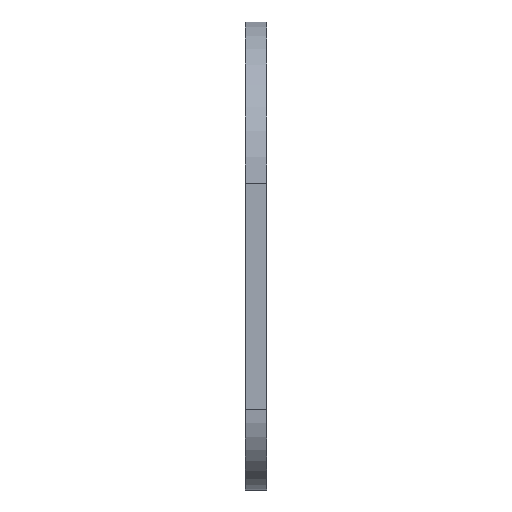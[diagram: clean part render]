
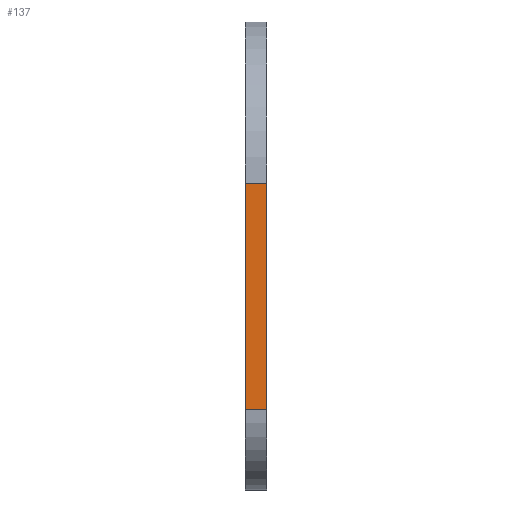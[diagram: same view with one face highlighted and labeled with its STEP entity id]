
A CAD part, left-side view. The second image highlights one B-rep face of the part: STEP entity #137.
In plain terms, the highlighted planar face has unit normal (-1, 0, 0).
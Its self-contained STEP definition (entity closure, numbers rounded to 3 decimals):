
#7 = EDGE_CURVE ( 'NONE', #263, #122, #1052, .T. ) ;
#9 = CARTESIAN_POINT ( 'NONE',  ( -47.612, 4., 10.083 ) ) ;
#68 = PLANE ( 'NONE',  #700 ) ;
#122 = VERTEX_POINT ( 'NONE', #444 ) ;
#137 = ADVANCED_FACE ( 'NONE', ( #539 ), #68, .F. ) ;
#145 = LINE ( 'NONE', #1473, #1416 ) ;
#179 = CARTESIAN_POINT ( 'NONE',  ( -47.612, 0., -31.965 ) ) ;
#184 = DIRECTION ( 'NONE',  ( 1., 0., 0. ) ) ;
#189 = CARTESIAN_POINT ( 'NONE',  ( -47.612, 4., -31.965 ) ) ;
#260 = ORIENTED_EDGE ( 'NONE', *, *, #340, .F. ) ;
#263 = VERTEX_POINT ( 'NONE', #1279 ) ;
#320 = ORIENTED_EDGE ( 'NONE', *, *, #752, .T. ) ;
#340 = EDGE_CURVE ( 'NONE', #122, #1444, #992, .T. ) ;
#360 = VECTOR ( 'NONE', #1106, 1000. ) ;
#444 = CARTESIAN_POINT ( 'NONE',  ( -47.612, 4., 10.083 ) ) ;
#467 = VECTOR ( 'NONE', #1546, 1000. ) ;
#519 = DIRECTION ( 'NONE',  ( 0., 0., 1. ) ) ;
#539 = FACE_OUTER_BOUND ( 'NONE', #576, .T. ) ;
#572 = ORIENTED_EDGE ( 'NONE', *, *, #1099, .T. ) ;
#576 = EDGE_LOOP ( 'NONE', ( #320, #260, #675, #572 ) ) ;
#637 = CARTESIAN_POINT ( 'NONE',  ( -47.612, 4., -31.965 ) ) ;
#675 = ORIENTED_EDGE ( 'NONE', *, *, #7, .F. ) ;
#700 = AXIS2_PLACEMENT_3D ( 'NONE', #189, #184, #1248 ) ;
#725 = VECTOR ( 'NONE', #519, 1000. ) ;
#734 = LINE ( 'NONE', #824, #360 ) ;
#751 = DIRECTION ( 'NONE',  ( 0., 0., 1. ) ) ;
#752 = EDGE_CURVE ( 'NONE', #1251, #1444, #145, .T. ) ;
#824 = CARTESIAN_POINT ( 'NONE',  ( -47.612, 4., -31.965 ) ) ;
#992 = LINE ( 'NONE', #9, #467 ) ;
#1052 = LINE ( 'NONE', #637, #725 ) ;
#1099 = EDGE_CURVE ( 'NONE', #263, #1251, #734, .T. ) ;
#1106 = DIRECTION ( 'NONE',  ( 0., -1., 0. ) ) ;
#1191 = CARTESIAN_POINT ( 'NONE',  ( -47.612, 0., 10.083 ) ) ;
#1248 = DIRECTION ( 'NONE',  ( 0., 0., -1. ) ) ;
#1251 = VERTEX_POINT ( 'NONE', #179 ) ;
#1279 = CARTESIAN_POINT ( 'NONE',  ( -47.612, 4., -31.965 ) ) ;
#1416 = VECTOR ( 'NONE', #751, 1000. ) ;
#1444 = VERTEX_POINT ( 'NONE', #1191 ) ;
#1473 = CARTESIAN_POINT ( 'NONE',  ( -47.612, 0., -31.965 ) ) ;
#1546 = DIRECTION ( 'NONE',  ( 0., -1., 0. ) ) ;
